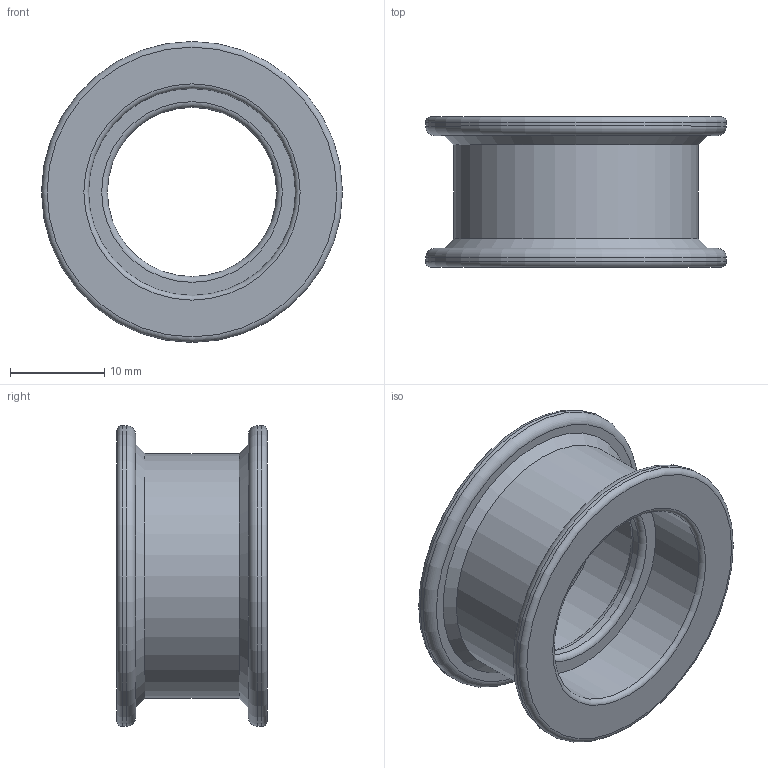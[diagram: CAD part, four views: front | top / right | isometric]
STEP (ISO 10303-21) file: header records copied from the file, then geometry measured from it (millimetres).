
FILE_DESCRIPTION(('FreeCAD Model'),'2;1');
FILE_NAME('Open CASCADE Shape Model','2024-08-01T07:07:05',(''),(''), 'Open CASCADE STEP processor 7.6','FreeCAD','Unknown');
FILE_SCHEMA(('AUTOMOTIVE_DESIGN { 1 0 10303 214 1 1 1 1 }'));
Length unit declared in the file: millimetre
Products named in the file (1): Body001
Bounding box: 32 x 16 x 32 mm (x, y, z)
Volume: 3766.8 mm3; surface area: 3818.6 mm2
Topology: 1 solids, 1 shells, 22 faces, 38 edges, 22 vertices
Faces by surface type: torus 8, plane 6, cylinder 6, cone 2
Full cylindrical faces by diameter (mm): 18 x1, 22 x2, 26 x1, 32 x2
Entity records: 1052 total; most frequent: DIRECTION 190, CARTESIAN_POINT 159, ORIENTED_EDGE 76, PCURVE 76, DEFINITIONAL_REPRESENTATION 76, LINE 72, VECTOR 72, AXIS2_PLACEMENT_3D 53
